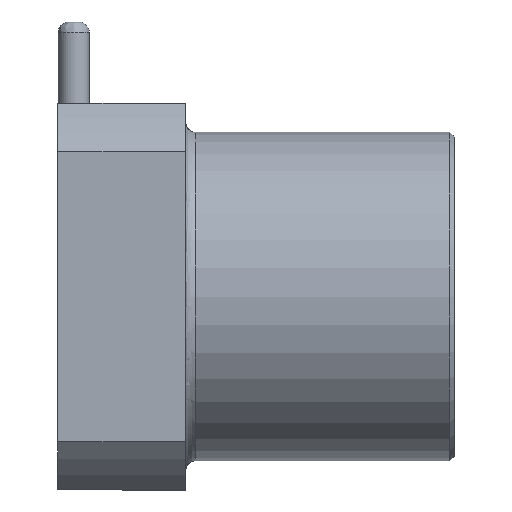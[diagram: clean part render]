
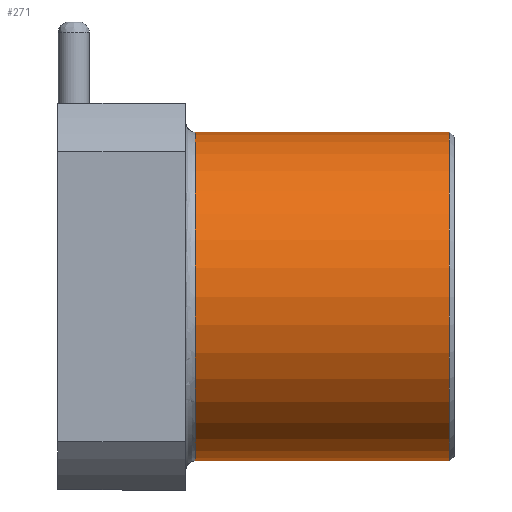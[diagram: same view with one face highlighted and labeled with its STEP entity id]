
A CAD part, front view. The second image highlights one B-rep face of the part: STEP entity #271.
In plain terms, the highlighted cylindrical face has radius 1.7 mm (diameter 3.4 mm), a partial arc.
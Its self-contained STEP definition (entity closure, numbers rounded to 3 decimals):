
#183 = CIRCLE ( 'NONE', #301, 1.7 ) ;
#195 = CIRCLE ( 'NONE', #308, 1.7 ) ;
#271 = ADVANCED_FACE ( 'NONE', ( #669 ), #668, .T. ) ;
#301 = AXIS2_PLACEMENT_3D ( 'NONE', #2533, #2531, #2530 ) ;
#308 = AXIS2_PLACEMENT_3D ( 'NONE', #2563, #2562, #2560 ) ;
#325 = EDGE_CURVE ( 'NONE', #1092, #1095, #636, .T. ) ;
#349 = EDGE_CURVE ( 'NONE', #1032, #1107, #631, .T. ) ;
#402 = AXIS2_PLACEMENT_3D ( 'NONE', #1702, #1724, #1725 ) ;
#560 = EDGE_CURVE ( 'NONE', #1107, #1095, #195, .T. ) ;
#567 = EDGE_CURVE ( 'NONE', #1092, #1032, #183, .T. ) ;
#628 = VECTOR ( 'NONE', #1565, 1000. ) ;
#631 = LINE ( 'NONE', #1568, #628 ) ;
#633 = VECTOR ( 'NONE', #1595, 1000. ) ;
#636 = LINE ( 'NONE', #1584, #633 ) ;
#668 = CYLINDRICAL_SURFACE ( 'NONE', #402, 1.7 ) ;
#669 = FACE_OUTER_BOUND ( 'NONE', #1142, .T. ) ;
#737 = ORIENTED_EDGE ( 'NONE', *, *, #560, .T. ) ;
#738 = ORIENTED_EDGE ( 'NONE', *, *, #349, .T. ) ;
#739 = ORIENTED_EDGE ( 'NONE', *, *, #567, .T. ) ;
#740 = ORIENTED_EDGE ( 'NONE', *, *, #325, .F. ) ;
#1032 = VERTEX_POINT ( 'NONE', #2294 ) ;
#1092 = VERTEX_POINT ( 'NONE', #2283 ) ;
#1095 = VERTEX_POINT ( 'NONE', #2292 ) ;
#1107 = VERTEX_POINT ( 'NONE', #2280 ) ;
#1142 = EDGE_LOOP ( 'NONE', ( #740, #739, #738, #737 ) ) ;
#1565 = DIRECTION ( 'NONE',  ( -1., 0., 0. ) ) ;
#1568 = CARTESIAN_POINT ( 'NONE',  ( -29.726, 27.368, 2.027 ) ) ;
#1584 = CARTESIAN_POINT ( 'NONE',  ( -29.726, 27.368, -1.373 ) ) ;
#1595 = DIRECTION ( 'NONE',  ( -1., 0., 0. ) ) ;
#1702 = CARTESIAN_POINT ( 'NONE',  ( -29.726, 27.368, 0.327 ) ) ;
#1724 = DIRECTION ( 'NONE',  ( -1., 0., 0. ) ) ;
#1725 = DIRECTION ( 'NONE',  ( 0., 0., 1. ) ) ;
#2280 = CARTESIAN_POINT ( 'NONE',  ( -28.306, 27.368, 2.027 ) ) ;
#2283 = CARTESIAN_POINT ( 'NONE',  ( -25.676, 27.368, -1.373 ) ) ;
#2292 = CARTESIAN_POINT ( 'NONE',  ( -28.306, 27.368, -1.373 ) ) ;
#2294 = CARTESIAN_POINT ( 'NONE',  ( -25.676, 27.368, 2.027 ) ) ;
#2530 = DIRECTION ( 'NONE',  ( 0., 0., 1. ) ) ;
#2531 = DIRECTION ( 'NONE',  ( -1., 0., 0. ) ) ;
#2533 = CARTESIAN_POINT ( 'NONE',  ( -25.676, 27.368, 0.327 ) ) ;
#2560 = DIRECTION ( 'NONE',  ( 0., 0., 1. ) ) ;
#2562 = DIRECTION ( 'NONE',  ( 1., 0., 0. ) ) ;
#2563 = CARTESIAN_POINT ( 'NONE',  ( -28.306, 27.368, 0.327 ) ) ;
